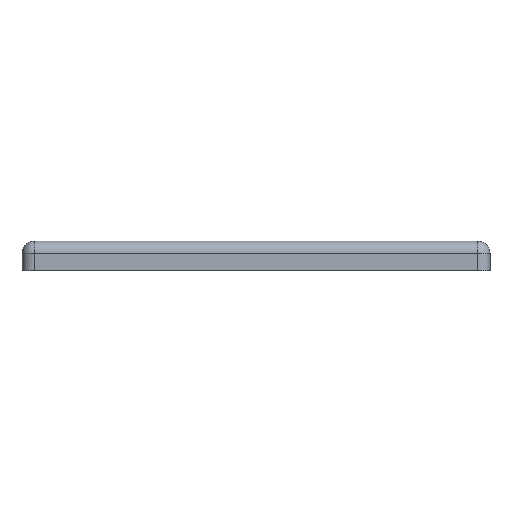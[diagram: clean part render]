
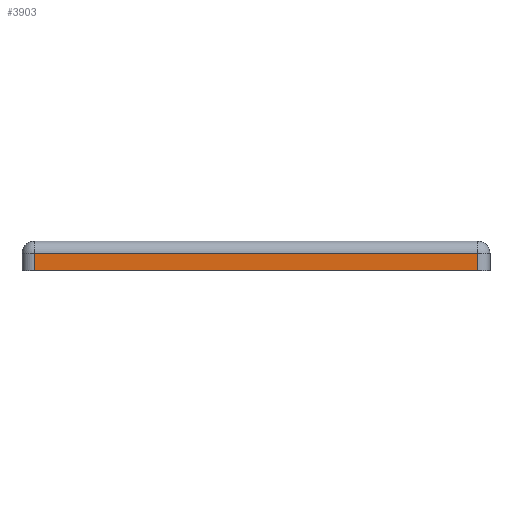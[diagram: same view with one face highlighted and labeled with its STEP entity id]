
A CAD part, front view. The second image highlights one B-rep face of the part: STEP entity #3903.
In plain terms, the highlighted planar face has unit normal (0, -1, 0).
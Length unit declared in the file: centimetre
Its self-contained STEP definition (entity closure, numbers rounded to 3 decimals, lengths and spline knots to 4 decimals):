
#389=FACE_OUTER_BOUND('',#657,.T.);
#657=EDGE_LOOP('',(#3302,#3303,#3304,#3305));
#769=LINE('',#5909,#1063);
#978=LINE('',#6787,#1272);
#980=LINE('',#6796,#1274);
#981=LINE('',#6798,#1275);
#1063=VECTOR('',#4559,1.);
#1272=VECTOR('',#5538,1.);
#1274=VECTOR('',#5554,1.);
#1275=VECTOR('',#5557,1.);
#1636=VERTEX_POINT('',#5906);
#1637=VERTEX_POINT('',#5908);
#1920=VERTEX_POINT('',#6784);
#1921=VERTEX_POINT('',#6786);
#1982=EDGE_CURVE('',#1637,#1636,#769,.T.);
#2421=EDGE_CURVE('',#1920,#1921,#978,.T.);
#2426=EDGE_CURVE('',#1636,#1921,#980,.T.);
#2427=EDGE_CURVE('',#1637,#1920,#981,.T.);
#3302=ORIENTED_EDGE('',*,*,#2421,.F.);
#3303=ORIENTED_EDGE('',*,*,#2427,.F.);
#3304=ORIENTED_EDGE('',*,*,#1982,.T.);
#3305=ORIENTED_EDGE('',*,*,#2426,.T.);
#3696=PLANE('',#4391);
#3903=ADVANCED_FACE('',(#389),#3696,.T.);
#4391=AXIS2_PLACEMENT_3D('',#6797,#5555,#5556);
#4559=DIRECTION('',(1.,0.,0.));
#5538=DIRECTION('',(1.,0.,0.));
#5554=DIRECTION('',(0.,0.,1.));
#5555=DIRECTION('center_axis',(0.,-1.,0.));
#5556=DIRECTION('ref_axis',(1.,0.,0.));
#5557=DIRECTION('',(0.,0.,1.));
#5906=CARTESIAN_POINT('',(44.5,-47.,0.));
#5908=CARTESIAN_POINT('',(-44.5,-47.,0.));
#5909=CARTESIAN_POINT('',(-44.5,-47.,0.));
#6784=CARTESIAN_POINT('',(-44.5,-47.,3.5));
#6786=CARTESIAN_POINT('',(44.5,-47.,3.5));
#6787=CARTESIAN_POINT('',(-22.25,-47.,3.5));
#6796=CARTESIAN_POINT('',(44.5,-47.,0.));
#6797=CARTESIAN_POINT('Origin',(-44.5,-47.,0.));
#6798=CARTESIAN_POINT('',(-44.5,-47.,0.));
